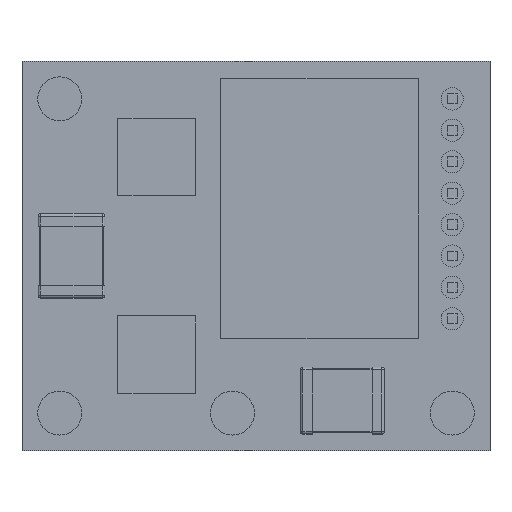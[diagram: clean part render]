
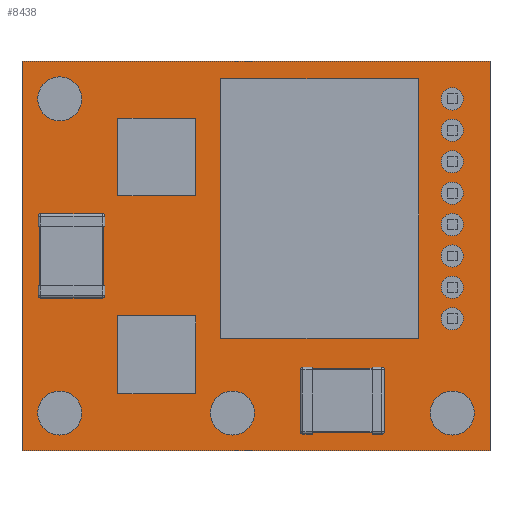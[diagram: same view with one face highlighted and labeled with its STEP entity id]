
A CAD part, top view. The second image highlights one B-rep face of the part: STEP entity #8438.
In plain terms, the highlighted planar face has unit normal (0, 0, 1).
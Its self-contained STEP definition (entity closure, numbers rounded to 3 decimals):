
#251=LINE('',#12933,#1183);
#254=LINE('',#12939,#1186);
#257=LINE('',#12945,#1189);
#260=LINE('',#12949,#1192);
#1183=VECTOR('',#10505,1.);
#1186=VECTOR('',#10510,1.);
#1189=VECTOR('',#10515,1.);
#1192=VECTOR('',#10520,1.);
#2148=PLANE('',#9170);
#2770=FACE_OUTER_BOUND('',#3336,.T.);
#3336=EDGE_LOOP('',(#6577,#6578,#6579,#6580));
#4147=VERTEX_POINT('',#12930);
#4148=VERTEX_POINT('',#12932);
#4150=VERTEX_POINT('',#12938);
#4152=VERTEX_POINT('',#12944);
#5043=EDGE_CURVE('',#4148,#4147,#251,.T.);
#5046=EDGE_CURVE('',#4150,#4148,#254,.T.);
#5049=EDGE_CURVE('',#4152,#4150,#257,.T.);
#5052=EDGE_CURVE('',#4147,#4152,#260,.T.);
#6577=ORIENTED_EDGE('',*,*,#5052,.T.);
#6578=ORIENTED_EDGE('',*,*,#5049,.T.);
#6579=ORIENTED_EDGE('',*,*,#5046,.T.);
#6580=ORIENTED_EDGE('',*,*,#5043,.T.);
#8438=ADVANCED_FACE('',(#2770),#2148,.T.);
#9170=AXIS2_PLACEMENT_3D('',#12951,#10523,#10524);
#10505=DIRECTION('',(1.,0.,0.));
#10510=DIRECTION('',(0.,-1.,0.));
#10515=DIRECTION('',(-1.,0.,0.));
#10520=DIRECTION('',(0.,1.,0.));
#10523=DIRECTION('center_axis',(0.,0.,1.));
#10524=DIRECTION('ref_axis',(1.,0.,0.));
#12930=CARTESIAN_POINT('',(9.46,-7.875,2.6));
#12932=CARTESIAN_POINT('',(-9.46,-7.875,2.6));
#12933=CARTESIAN_POINT('',(9.46,-7.875,2.6));
#12938=CARTESIAN_POINT('',(-9.46,7.875,2.6));
#12939=CARTESIAN_POINT('',(-9.46,-7.875,2.6));
#12944=CARTESIAN_POINT('',(9.46,7.875,2.6));
#12945=CARTESIAN_POINT('',(-9.46,7.875,2.6));
#12949=CARTESIAN_POINT('',(9.46,7.875,2.6));
#12951=CARTESIAN_POINT('Origin',(0.,0.,
2.6));
